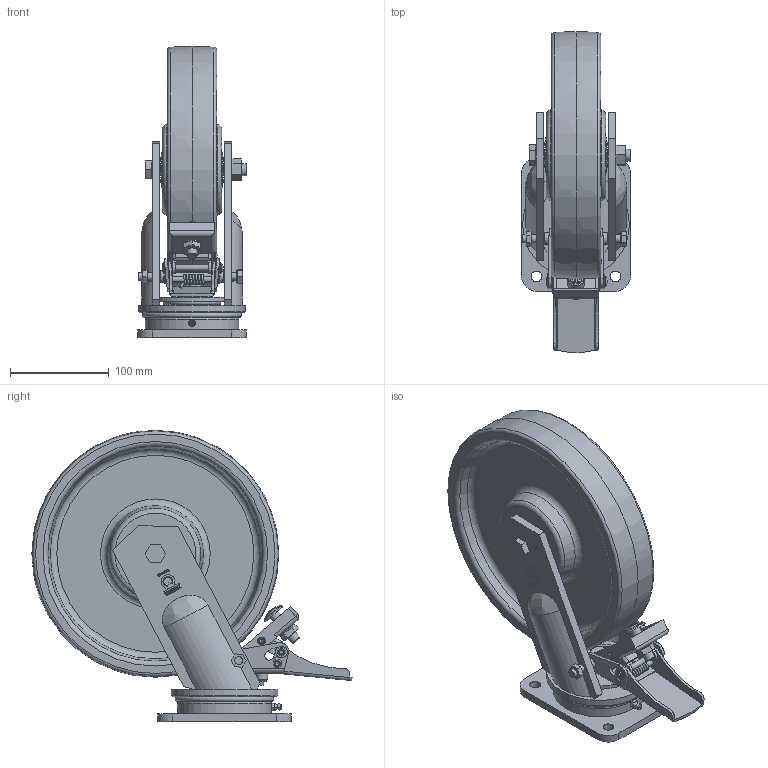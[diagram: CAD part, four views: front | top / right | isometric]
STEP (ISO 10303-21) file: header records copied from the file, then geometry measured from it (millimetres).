
FILE_DESCRIPTION(/* description */ (''),/* implementation_level */ '2;1');
FILE_NAME(/* name */ '0019301K_LP_PO_250_KDS',/* time_stamp */ '2010-12-09T09:23:57+01:00',/* author */ (''),/* organization */ (''),/* preprocessor_version */ 'ST-DEVELOPER v9',/* originating_system */ 'UGS - NX 4.0',/* authorisation */ '');
FILE_SCHEMA (('CONFIG_CONTROL_DESIGN'));
Length unit declared in the file: millimetre
Products named in the file (1): 0019301K_LP_PO_250_KDS
Bounding box: 110 x 324.28 x 295 mm (x, y, z)
Volume: 2125206.8 mm3; surface area: 354878.4 mm2
Topology: 5 solids, 11 shells, 991 faces, 2602 edges, 1710 vertices
Faces by surface type: plane 496, extrusion 202, cylinder 176, cone 53, torus 42, bspline 17, sphere 5
Full cylindrical faces by diameter (mm): 2 x2, 4 x3, 5 x1, 5.8 x4, 6 x13, 6.3 x2, 8 x4, 8.2 x2, 8.4 x2, 8.5 x4, 9 x1, 9.8 x1, 10 x5, 11 x4, 11.6 x1, 11.8 x2, 12 x6, 12.2 x2, 17 x1, 20 x2, 23.6 x1, 25 x5, 33.802 x4, 35 x2, 42 x1, 43.198 x4, 80 x1, 95 x1, 108 x1
Entity records: 33814 total; most frequent: CARTESIAN_POINT 11778, ORIENTED_EDGE 4720, DIRECTION 3674, EDGE_CURVE 2360, VERTEX_POINT 1627, EDGE_LOOP 1303, AXIS2_PLACEMENT_3D 1270, VECTOR 1134
